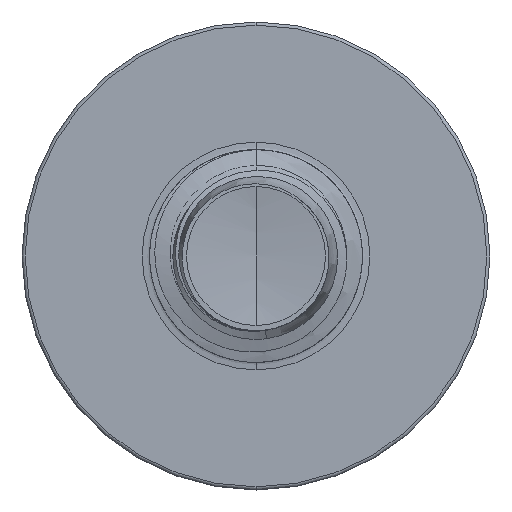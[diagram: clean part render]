
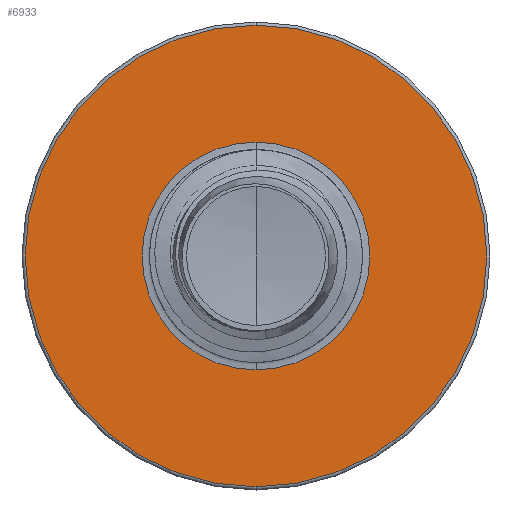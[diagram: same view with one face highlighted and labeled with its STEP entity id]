
A CAD part, front view. The second image highlights one B-rep face of the part: STEP entity #6933.
In plain terms, the highlighted planar face has unit normal (0, -1, 0).
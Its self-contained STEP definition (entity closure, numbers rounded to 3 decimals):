
#1491 = CARTESIAN_POINT ( 'NONE',  ( 0., 25., -5.425 ) ) ;
#3145 = CARTESIAN_POINT ( 'NONE',  ( 0., 25., -2.677 ) ) ;
#3654 = VERTEX_POINT ( 'NONE', #1491 ) ;
#3979 = VERTEX_POINT ( 'NONE', #39006 ) ;
#4308 = EDGE_CURVE ( 'NONE', #30779, #26750, #5392, .T. ) ;
#4565 = DIRECTION ( 'NONE',  ( 0., 0., 1. ) ) ;
#5152 = DIRECTION ( 'NONE',  ( 0., 1., 0. ) ) ;
#5392 = CIRCLE ( 'NONE', #17339, 2.677 ) ;
#5592 = CIRCLE ( 'NONE', #31664, 5.425 ) ;
#6681 = CARTESIAN_POINT ( 'NONE',  ( 0., 25., 2.677 ) ) ;
#6933 = ADVANCED_FACE ( 'NONE', ( #25641, #12083 ), #16649, .F. ) ;
#8460 = CARTESIAN_POINT ( 'NONE',  ( 0., 25., 0. ) ) ;
#9516 = EDGE_CURVE ( 'NONE', #26750, #30779, #38728, .T. ) ;
#9609 = DIRECTION ( 'NONE',  ( 0., 1., 0. ) ) ;
#11530 = DIRECTION ( 'NONE',  ( 0., 0., 1. ) ) ;
#12083 = FACE_BOUND ( 'NONE', #13809, .T. ) ;
#12223 = AXIS2_PLACEMENT_3D ( 'NONE', #15257, #37004, #18354 ) ;
#13809 = EDGE_LOOP ( 'NONE', ( #23757, #24070 ) ) ;
#15257 = CARTESIAN_POINT ( 'NONE',  ( 0., 25., 0. ) ) ;
#16649 = PLANE ( 'NONE',  #19944 ) ;
#17186 = ORIENTED_EDGE ( 'NONE', *, *, #30001, .F. ) ;
#17339 = AXIS2_PLACEMENT_3D ( 'NONE', #28158, #9609, #31257 ) ;
#18354 = DIRECTION ( 'NONE',  ( 0., 0., 1. ) ) ;
#19944 = AXIS2_PLACEMENT_3D ( 'NONE', #35422, #23052, #4565 ) ;
#23052 = DIRECTION ( 'NONE',  ( 0., 1., 0. ) ) ;
#23088 = EDGE_LOOP ( 'NONE', ( #17186, #26982 ) ) ;
#23632 = CARTESIAN_POINT ( 'NONE',  ( 0., 25., 0. ) ) ;
#23757 = ORIENTED_EDGE ( 'NONE', *, *, #4308, .T. ) ;
#24070 = ORIENTED_EDGE ( 'NONE', *, *, #9516, .T. ) ;
#25641 = FACE_OUTER_BOUND ( 'NONE', #23088, .T. ) ;
#26685 = AXIS2_PLACEMENT_3D ( 'NONE', #8460, #30110, #11530 ) ;
#26750 = VERTEX_POINT ( 'NONE', #3145 ) ;
#26781 = DIRECTION ( 'NONE',  ( 0., 0., 1. ) ) ;
#26982 = ORIENTED_EDGE ( 'NONE', *, *, #38826, .F. ) ;
#27932 = CIRCLE ( 'NONE', #26685, 5.425 ) ;
#28158 = CARTESIAN_POINT ( 'NONE',  ( 0., 25., 0. ) ) ;
#30001 = EDGE_CURVE ( 'NONE', #3979, #3654, #27932, .T. ) ;
#30110 = DIRECTION ( 'NONE',  ( 0., 1., 0. ) ) ;
#30779 = VERTEX_POINT ( 'NONE', #6681 ) ;
#31257 = DIRECTION ( 'NONE',  ( 0., 0., 1. ) ) ;
#31664 = AXIS2_PLACEMENT_3D ( 'NONE', #23632, #5152, #26781 ) ;
#35422 = CARTESIAN_POINT ( 'NONE',  ( 0., 25., -2.677 ) ) ;
#37004 = DIRECTION ( 'NONE',  ( 0., 1., 0. ) ) ;
#38728 = CIRCLE ( 'NONE', #12223, 2.677 ) ;
#38826 = EDGE_CURVE ( 'NONE', #3654, #3979, #5592, .T. ) ;
#39006 = CARTESIAN_POINT ( 'NONE',  ( 0., 25., 5.425 ) ) ;
